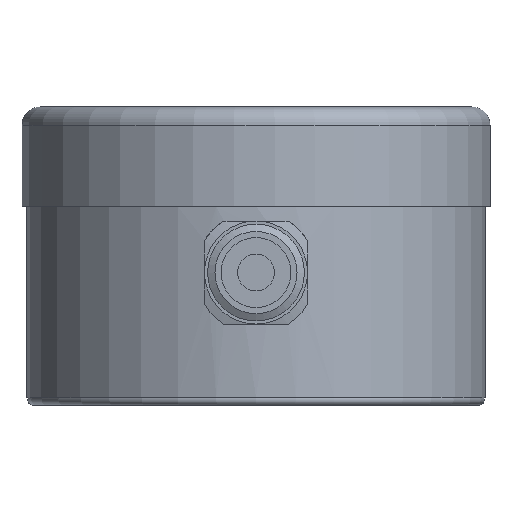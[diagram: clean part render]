
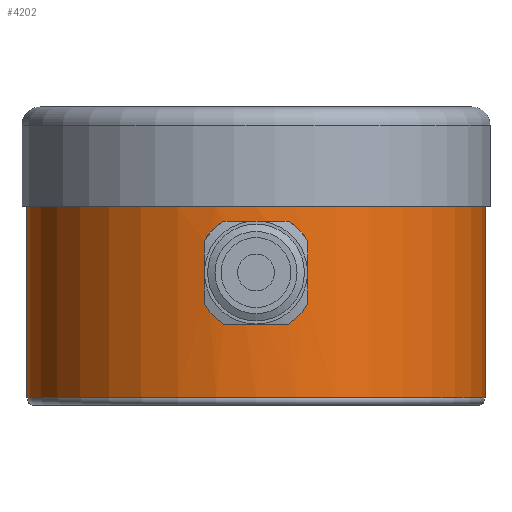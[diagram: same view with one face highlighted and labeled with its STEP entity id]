
A CAD part, front view. The second image highlights one B-rep face of the part: STEP entity #4202.
In plain terms, the highlighted cylindrical face has radius 31.15 mm (diameter 62.3 mm), a full revolution.
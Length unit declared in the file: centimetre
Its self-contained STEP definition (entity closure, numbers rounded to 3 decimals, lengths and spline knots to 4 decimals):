
#172=LINE('',#5314,#482);
#173=LINE('',#5331,#483);
#482=VECTOR('',#4614,0.8732);
#483=VECTOR('',#4617,0.8732);
#795=B_SPLINE_CURVE_WITH_KNOTS('',3,(#5260,#5261,#5262,#5263,#5264,#5265,
#5266,#5267,#5268,#5269,#5270,#5271,#5272,#5273,#5274,#5275,#5276),
 .UNSPECIFIED.,.F.,.F.,(4,3,1,1,1,1,1,1,1,1,1,1,4),(-3.6216,-3.6215,
-3.2766,-2.9317,-2.5868,-2.2419,
-1.897,-1.5521,-1.0922,-0.8623,
-0.4024,-0.1725,-0.0004),
 .UNSPECIFIED.);
#796=B_SPLINE_CURVE_WITH_KNOTS('',3,(#5277,#5278,#5279,#5280,#5281,#5282,
#5283),.UNSPECIFIED.,.F.,.F.,(4,1,1,1,4),(-0.0004,0.1724,
0.5173,0.8622,1.207),.UNSPECIFIED.);
#797=B_SPLINE_CURVE_WITH_KNOTS('',3,(#5288,#5289,#5290,#5291,#5292,#5293),
 .UNSPECIFIED.,.F.,.F.,(4,2,4),(1.8548,1.8742,2.058),
 .UNSPECIFIED.);
#798=B_SPLINE_CURVE_WITH_KNOTS('',3,(#5295,#5296,#5297,#5298),
 .UNSPECIFIED.,.F.,.F.,(4,4),(3.1433,3.3076),
 .UNSPECIFIED.);
#799=B_SPLINE_CURVE_WITH_KNOTS('',3,(#5302,#5303,#5304,#5305),
 .UNSPECIFIED.,.F.,.F.,(4,4),(4.1895,4.3538),
 .UNSPECIFIED.);
#800=B_SPLINE_CURVE_WITH_KNOTS('',3,(#5307,#5308,#5309,#5310,#5311,#5312),
 .UNSPECIFIED.,.F.,.F.,(4,2,4),(0.4411,0.6248,0.6442),
 .UNSPECIFIED.);
#801=B_SPLINE_CURVE_WITH_KNOTS('',3,(#5316,#5317,#5318,#5319,#5320,#5321),
 .UNSPECIFIED.,.F.,.F.,(4,2,4),(4.1895,4.3733,4.557),
 .UNSPECIFIED.);
#802=B_SPLINE_CURVE_WITH_KNOTS('',3,(#5325,#5326,#5327,#5328,#5329,#5330),
 .UNSPECIFIED.,.F.,.F.,(4,2,4),(2.9401,3.1238,3.3076),
 .UNSPECIFIED.);
#1127=FACE_BOUND('',#1395,.T.);
#1128=FACE_BOUND('',#1396,.T.);
#1129=FACE_BOUND('',#1397,.T.);
#1159=FACE_OUTER_BOUND('',#1394,.T.);
#1394=EDGE_LOOP('',(#2737));
#1395=EDGE_LOOP('',(#2738,#2739));
#1396=EDGE_LOOP('',(#2740));
#1397=EDGE_LOOP('',(#2741,#2742,#2743,#2744,#2745,#2746,#2747,#2748,#2749,
#2750));
#1657=CIRCLE('',#4442,3.115);
#1658=CIRCLE('',#4443,3.115);
#1659=CIRCLE('',#4444,3.115);
#1660=CIRCLE('',#4445,3.115);
#1707=VERTEX_POINT('',#5256);
#1708=VERTEX_POINT('',#5258);
#1709=VERTEX_POINT('',#5259);
#1710=VERTEX_POINT('',#5284);
#1711=VERTEX_POINT('',#5286);
#1712=VERTEX_POINT('',#5287);
#1713=VERTEX_POINT('',#5294);
#1714=VERTEX_POINT('',#5299);
#1715=VERTEX_POINT('',#5301);
#1716=VERTEX_POINT('',#5306);
#1717=VERTEX_POINT('',#5313);
#1718=VERTEX_POINT('',#5315);
#1719=VERTEX_POINT('',#5322);
#1720=VERTEX_POINT('',#5324);
#2121=EDGE_CURVE('',#1707,#1707,#1657,.T.);
#2122=EDGE_CURVE('',#1708,#1709,#795,.T.);
#2123=EDGE_CURVE('',#1709,#1708,#796,.T.);
#2124=EDGE_CURVE('',#1710,#1710,#1658,.T.);
#2125=EDGE_CURVE('',#1711,#1712,#797,.T.);
#2126=EDGE_CURVE('',#1711,#1713,#798,.T.);
#2127=EDGE_CURVE('',#1713,#1714,#1659,.T.);
#2128=EDGE_CURVE('',#1714,#1715,#799,.T.);
#2129=EDGE_CURVE('',#1716,#1715,#800,.T.);
#2130=EDGE_CURVE('',#1717,#1716,#172,.T.);
#2131=EDGE_CURVE('',#1718,#1717,#801,.T.);
#2132=EDGE_CURVE('',#1719,#1718,#1660,.T.);
#2133=EDGE_CURVE('',#1720,#1719,#802,.T.);
#2134=EDGE_CURVE('',#1712,#1720,#173,.T.);
#2737=ORIENTED_EDGE('',*,*,#2121,.F.);
#2738=ORIENTED_EDGE('',*,*,#2122,.F.);
#2739=ORIENTED_EDGE('',*,*,#2123,.F.);
#2740=ORIENTED_EDGE('',*,*,#2124,.T.);
#2741=ORIENTED_EDGE('',*,*,#2125,.F.);
#2742=ORIENTED_EDGE('',*,*,#2126,.T.);
#2743=ORIENTED_EDGE('',*,*,#2127,.T.);
#2744=ORIENTED_EDGE('',*,*,#2128,.T.);
#2745=ORIENTED_EDGE('',*,*,#2129,.F.);
#2746=ORIENTED_EDGE('',*,*,#2130,.F.);
#2747=ORIENTED_EDGE('',*,*,#2131,.F.);
#2748=ORIENTED_EDGE('',*,*,#2132,.F.);
#2749=ORIENTED_EDGE('',*,*,#2133,.F.);
#2750=ORIENTED_EDGE('',*,*,#2134,.F.);
#3954=CYLINDRICAL_SURFACE('',#4441,3.115);
#4202=ADVANCED_FACE('',(#1159,#1127,#1128,#1129),#3954,.T.);
#4441=AXIS2_PLACEMENT_3D('',#5255,#4606,#4607);
#4442=AXIS2_PLACEMENT_3D('',#5257,#4608,#4609);
#4443=AXIS2_PLACEMENT_3D('',#5285,#4610,#4611);
#4444=AXIS2_PLACEMENT_3D('',#5300,#4612,#4613);
#4445=AXIS2_PLACEMENT_3D('',#5323,#4615,#4616);
#4606=DIRECTION('center_axis',(0.,0.,-1.));
#4607=DIRECTION('ref_axis',(0.,1.,0.));
#4608=DIRECTION('center_axis',(0.,0.,-1.));
#4609=DIRECTION('ref_axis',(0.,1.,0.));
#4610=DIRECTION('center_axis',(0.,0.,-1.));
#4611=DIRECTION('ref_axis',(0.,1.,0.));
#4612=DIRECTION('center_axis',(0.,0.,
1.));
#4613=DIRECTION('ref_axis',(0.,1.,0.));
#4614=DIRECTION('',(0.,0.,1.));
#4615=DIRECTION('center_axis',(0.,0.,
1.));
#4616=DIRECTION('ref_axis',(0.,1.,0.));
#4617=DIRECTION('',(0.,0.,-1.));
#5255=CARTESIAN_POINT('Origin',(0.,0.,1.3));
#5256=CARTESIAN_POINT('',(0.,3.115,0.));
#5257=CARTESIAN_POINT('Origin',(0.,0.,0.));
#5258=CARTESIAN_POINT('',(0.7885,3.0136,1.6002));
#5259=CARTESIAN_POINT('',(0.,3.115,2.3936));
#5260=CARTESIAN_POINT('Ctrl Pts',(0.7884,3.0136,1.6002));
#5261=CARTESIAN_POINT('Ctrl Pts',(0.7884,3.0136,1.6001));
#5262=CARTESIAN_POINT('Ctrl Pts',(0.7884,3.0136,1.6001));
#5263=CARTESIAN_POINT('Ctrl Pts',(0.7884,3.0136,1.6001));
#5264=CARTESIAN_POINT('Ctrl Pts',(0.7884,3.0136,1.4844));
#5265=CARTESIAN_POINT('Ctrl Pts',(0.7438,3.0257,1.253));
#5266=CARTESIAN_POINT('Ctrl Pts',(0.5296,3.0742,0.9614));
#5267=CARTESIAN_POINT('Ctrl Pts',(0.1903,3.1167,0.7995));
#5268=CARTESIAN_POINT('Ctrl Pts',(-0.191,3.1167,0.7996));
#5269=CARTESIAN_POINT('Ctrl Pts',(-0.5293,3.0742,0.9616));
#5270=CARTESIAN_POINT('Ctrl Pts',(-0.7677,3.0202,1.2856));
#5271=CARTESIAN_POINT('Ctrl Pts',(-0.8105,3.0075,1.6411));
#5272=CARTESIAN_POINT('Ctrl Pts',(-0.7109,3.0338,2.0181));
#5273=CARTESIAN_POINT('Ctrl Pts',(-0.4946,3.0814,2.2664));
#5274=CARTESIAN_POINT('Ctrl Pts',(-0.2052,3.1108,2.3779));
#5275=CARTESIAN_POINT('Ctrl Pts',(-0.0615,3.1149,
2.3936));
#5276=CARTESIAN_POINT('Ctrl Pts',(0.,3.1149,
2.3936));
#5277=CARTESIAN_POINT('Ctrl Pts',(0.,3.1149,
2.3936));
#5278=CARTESIAN_POINT('Ctrl Pts',(0.0618,3.1149,2.3936));
#5279=CARTESIAN_POINT('Ctrl Pts',(0.2467,3.1096,2.3735));
#5280=CARTESIAN_POINT('Ctrl Pts',(0.5293,3.0743,2.2387));
#5281=CARTESIAN_POINT('Ctrl Pts',(0.7437,3.0258,1.9472));
#5282=CARTESIAN_POINT('Ctrl Pts',(0.7884,3.0136,1.7158));
#5283=CARTESIAN_POINT('Ctrl Pts',(0.7884,3.0136,1.6002));
#5284=CARTESIAN_POINT('',(0.,3.115,2.6));
#5285=CARTESIAN_POINT('Origin',(0.,0.,2.6));
#5286=CARTESIAN_POINT('',(-0.5695,-3.0625,2.2969));
#5287=CARTESIAN_POINT('',(-0.7,-3.0353,2.1366));
#5288=CARTESIAN_POINT('Ctrl Pts',(-0.5695,-3.0625,
2.2969));
#5289=CARTESIAN_POINT('Ctrl Pts',(-0.5742,-3.0616,
2.2924));
#5290=CARTESIAN_POINT('Ctrl Pts',(-0.5788,-3.0608,
2.2879));
#5291=CARTESIAN_POINT('Ctrl Pts',(-0.6263,-3.0517,
2.2404));
#5292=CARTESIAN_POINT('Ctrl Pts',(-0.6661,-3.0431,
2.1909));
#5293=CARTESIAN_POINT('Ctrl Pts',(-0.7,-3.0353,
2.1366));
#5294=CARTESIAN_POINT('',(-0.4366,-3.0843,2.4));
#5295=CARTESIAN_POINT('Ctrl Pts',(-0.5695,-3.0625,
2.2969));
#5296=CARTESIAN_POINT('Ctrl Pts',(-0.5299,-3.0699,
2.3347));
#5297=CARTESIAN_POINT('Ctrl Pts',(-0.4852,-3.0774,
2.3697));
#5298=CARTESIAN_POINT('Ctrl Pts',(-0.4366,-3.0843,
2.4));
#5299=CARTESIAN_POINT('',(0.4366,-3.0843,2.4));
#5300=CARTESIAN_POINT('Origin',(0.,0.,2.4));
#5301=CARTESIAN_POINT('',(0.5695,-3.0625,2.2969));
#5302=CARTESIAN_POINT('Ctrl Pts',(0.4366,-3.0843,2.4));
#5303=CARTESIAN_POINT('Ctrl Pts',(0.4852,-3.0774,2.3697));
#5304=CARTESIAN_POINT('Ctrl Pts',(0.5299,-3.0699,2.3347));
#5305=CARTESIAN_POINT('Ctrl Pts',(0.5695,-3.0625,2.2969));
#5306=CARTESIAN_POINT('',(0.7,-3.0353,2.1366));
#5307=CARTESIAN_POINT('Ctrl Pts',(0.7,-3.0353,2.1366));
#5308=CARTESIAN_POINT('Ctrl Pts',(0.6661,-3.0431,2.1909));
#5309=CARTESIAN_POINT('Ctrl Pts',(0.6263,-3.0517,2.2404));
#5310=CARTESIAN_POINT('Ctrl Pts',(0.5788,-3.0608,2.2879));
#5311=CARTESIAN_POINT('Ctrl Pts',(0.5742,-3.0616,2.2924));
#5312=CARTESIAN_POINT('Ctrl Pts',(0.5695,-3.0625,2.2969));
#5313=CARTESIAN_POINT('',(0.7,-3.0353,1.2634));
#5314=CARTESIAN_POINT('',(0.7,-3.0353,1.3));
#5315=CARTESIAN_POINT('',(0.4366,-3.0843,1.));
#5316=CARTESIAN_POINT('Ctrl Pts',(0.4366,-3.0843,1.));
#5317=CARTESIAN_POINT('Ctrl Pts',(0.4909,-3.0766,1.0339));
#5318=CARTESIAN_POINT('Ctrl Pts',(0.5404,-3.0681,1.0737));
#5319=CARTESIAN_POINT('Ctrl Pts',(0.6263,-3.0517,1.1596));
#5320=CARTESIAN_POINT('Ctrl Pts',(0.6661,-3.0431,1.2091));
#5321=CARTESIAN_POINT('Ctrl Pts',(0.7,-3.0353,1.2634));
#5322=CARTESIAN_POINT('',(-0.4366,-3.0843,1.));
#5323=CARTESIAN_POINT('Origin',(0.,0.,1.));
#5324=CARTESIAN_POINT('',(-0.7,-3.0353,1.2634));
#5325=CARTESIAN_POINT('Ctrl Pts',(-0.7,-3.0353,
1.2634));
#5326=CARTESIAN_POINT('Ctrl Pts',(-0.6661,-3.0431,
1.2091));
#5327=CARTESIAN_POINT('Ctrl Pts',(-0.6263,-3.0517,
1.1596));
#5328=CARTESIAN_POINT('Ctrl Pts',(-0.5404,-3.0681,
1.0737));
#5329=CARTESIAN_POINT('Ctrl Pts',(-0.4909,-3.0766,
1.0339));
#5330=CARTESIAN_POINT('Ctrl Pts',(-0.4366,-3.0843,
1.));
#5331=CARTESIAN_POINT('',(-0.7,-3.0353,1.3));
